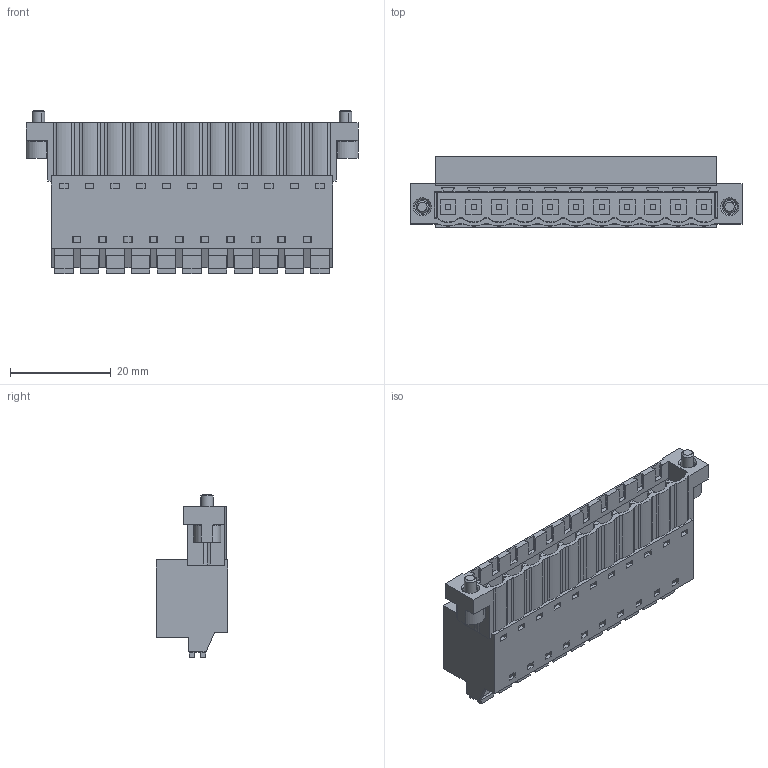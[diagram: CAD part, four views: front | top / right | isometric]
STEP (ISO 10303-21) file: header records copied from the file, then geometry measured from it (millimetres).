
FILE_DESCRIPTION(('CATIA V5 STEP Exchange','CAx-IF Rec.Pracs.--- Model Styling and Organization---1.4--- 2014-01-23'),'2;1');
FILE_NAME ('011727-2_0_1336140000_1336140000.stp','2022-05-23T12:35:30+00:00',('none'),('Weidmueller'),'CATIA Version 5-6 Release 2016 SP3 HF44','CATIA V5 STEP AP214','none');
FILE_SCHEMA(('AUTOMOTIVE_DESIGN { 1 0 10303 214 1 1 1 1 }'));
Length unit declared in the file: millimetre
Products named in the file (1): 1336140000
Bounding box: 65.88 x 14.2 x 32.4 mm (x, y, z)
Volume: 12706.7 mm3; surface area: 11747 mm2
Topology: 25 solids, 25 shells, 1180 faces, 3096 edges, 2026 vertices
Faces by surface type: plane 1003, cylinder 131, extrusion 22, cone 20, torus 4
Entity records: 34292 total; most frequent: CARTESIAN_POINT 7280, ORIENTED_EDGE 6192, DIRECTION 4326, EDGE_CURVE 3096, VECTOR 2753, LINE 2731, VERTEX_POINT 2026, EDGE_LOOP 1306
